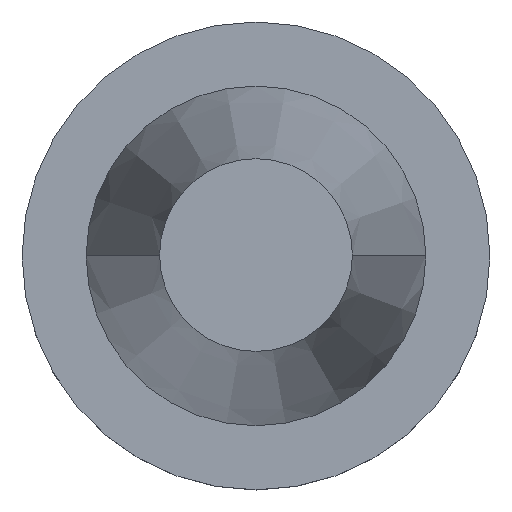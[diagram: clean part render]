
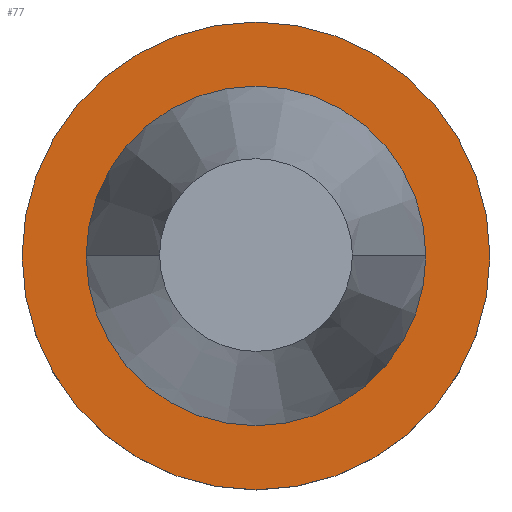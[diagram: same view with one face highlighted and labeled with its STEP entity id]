
A CAD part, top view. The second image highlights one B-rep face of the part: STEP entity #77.
In plain terms, the highlighted planar face has unit normal (0, 0, 1).
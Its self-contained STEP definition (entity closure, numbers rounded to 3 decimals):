
#77=ADVANCED_FACE('',(#100,#101),#96,.F.);
#96=PLANE('',#300);
#100=FACE_BOUND('',#118,.T.);
#101=FACE_BOUND('',#119,.T.);
#118=EDGE_LOOP('',(#146));
#119=EDGE_LOOP('',(#147,#148));
#146=ORIENTED_EDGE('',*,*,#222,.T.);
#147=ORIENTED_EDGE('',*,*,#223,.T.);
#148=ORIENTED_EDGE('',*,*,#224,.T.);
#202=VERTEX_POINT('',#439);
#203=VERTEX_POINT('',#441);
#204=VERTEX_POINT('',#442);
#222=EDGE_CURVE('',#202,#202,#250,.T.);
#223=EDGE_CURVE('',#203,#204,#251,.T.);
#224=EDGE_CURVE('',#204,#203,#252,.T.);
#250=CIRCLE('',#297,48.75);
#251=CIRCLE('',#298,35.392);
#252=CIRCLE('',#299,35.392);
#297=AXIS2_PLACEMENT_3D('',#438,#346,#347);
#298=AXIS2_PLACEMENT_3D('',#440,#348,#349);
#299=AXIS2_PLACEMENT_3D('',#443,#350,#351);
#300=AXIS2_PLACEMENT_3D('',#444,#352,#353);
#346=DIRECTION('',(0.,0.,1.));
#347=DIRECTION('',(-1.,0.,0.));
#348=DIRECTION('',(0.,0.,-1.));
#349=DIRECTION('',(-1.,0.,0.));
#350=DIRECTION('',(0.,0.,-1.));
#351=DIRECTION('',(-1.,0.,0.));
#352=DIRECTION('',(0.,0.,-1.));
#353=DIRECTION('',(-1.,0.,0.));
#438=CARTESIAN_POINT('',(-0.012,0.,-3.2));
#439=CARTESIAN_POINT('',(-48.762,0.,-3.2));
#440=CARTESIAN_POINT('',(-0.012,0.,-3.2));
#441=CARTESIAN_POINT('',(35.38,0.,-3.2));
#442=CARTESIAN_POINT('',(-35.403,0.,-3.2));
#443=CARTESIAN_POINT('',(-0.012,0.,-3.2));
#444=CARTESIAN_POINT('',(-0.012,-35.392,-3.2));
